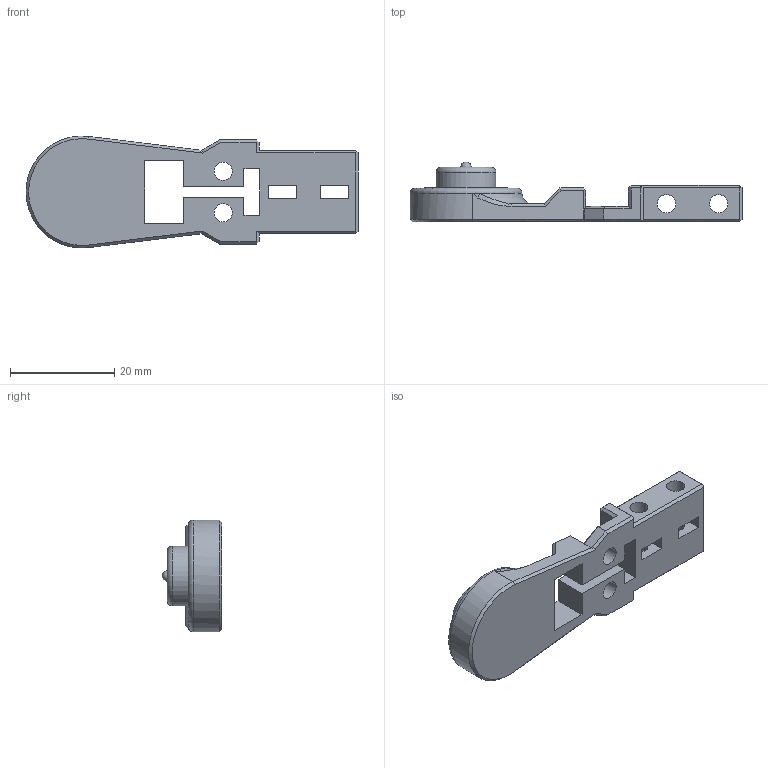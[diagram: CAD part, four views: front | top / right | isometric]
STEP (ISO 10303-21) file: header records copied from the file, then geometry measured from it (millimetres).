
FILE_DESCRIPTION(/* description */ (''),/* implementation_level */ '2;1');
FILE_NAME(/* name */ 'CoxaSide2.step',/* time_stamp */ '2023-02-27T21:20:43-06:00',/* author */ (''),/* organization */ (''),/* preprocessor_version */ 'ST-DEVELOPER v19.2',/* originating_system */ 'Autodesk Translation Framework v11.17.0.187',/* authorisation */ '');
FILE_SCHEMA (('AUTOMOTIVE_DESIGN { 1 0 10303 214 3 1 1 }'));
Length unit declared in the file: millimetre
Products named in the file (1): CoxaSide2
Bounding box: 63.75 x 11.5 x 21.49 mm (x, y, z)
Volume: 5723.7 mm3; surface area: 3894.9 mm2
Topology: 1 solids, 1 shells, 110 faces, 296 edges, 187 vertices
Faces by surface type: plane 92, cylinder 8, bspline 5, torus 3, cone 1, sphere 1
Full cylindrical faces by diameter (mm): 3.5 x6, 11.5 x1
Entity records: 3503 total; most frequent: CARTESIAN_POINT 721, ORIENTED_EDGE 588, DIRECTION 519, EDGE_CURVE 294, LINE 251, VECTOR 251, VERTEX_POINT 187, AXIS2_PLACEMENT_3D 134
